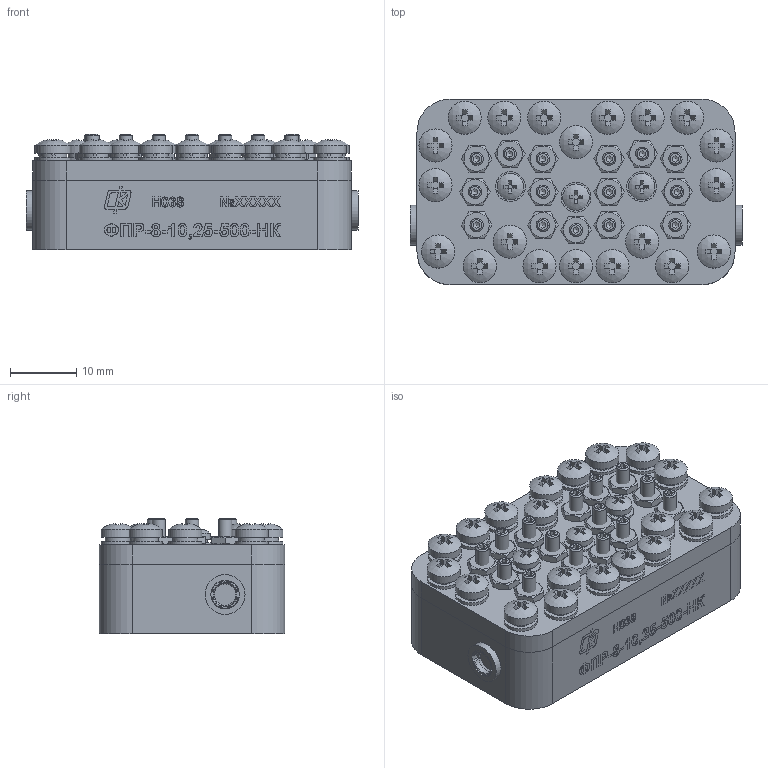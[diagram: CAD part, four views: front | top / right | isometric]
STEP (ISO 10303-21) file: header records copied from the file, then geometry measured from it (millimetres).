
FILE_DESCRIPTION(('STEP AP203'), '1');
FILE_NAME('ÍØÁÀ.468844.179_Ôèëüòð ÔÏÐ-8-10,25-500-ÍÊ', '', ('UNSPECIFIED'), ('UNSPECIFIED'), 'ASCON STEP Converter 1.6', 'ASCON Math Kernel', '');
FILE_SCHEMA(('CONFIG_CONTROL_DESIGN'));
Length unit declared in the file: millimetre
Products named in the file (1): НШБА.468844.179_Фильтр ФПР-8-10,25-500-НК
Bounding box: 50.1 x 28 x 17.5 mm (x, y, z)
Volume: 19166.6 mm3; surface area: 13612.6 mm2
Topology: 71 solids, 94 shells, 1655 faces, 3909 edges, 2574 vertices
Faces by surface type: plane 1059, cylinder 284, bspline 164, cone 125, sphere 23
Full cylindrical faces by diameter (mm): 1.6 x30, 2 x18, 2.05 x20, 2.2 x6, 2.5 x40, 2.7 x40, 3 x8, 3.2 x8, 4 x3, 4.3 x2, 4.5 x3, 5 x40, 6 x2
Entity records: 94001 total; most frequent: CARTESIAN_POINT 44888, ORIENTED_EDGE 7100, DIRECTION 6512, EDGE_CURVE 3550, VERTEX_POINT 2536, AXIS2_PLACEMENT_3D 2415, EDGE_LOOP 2260, FACE_BOUND 1729
